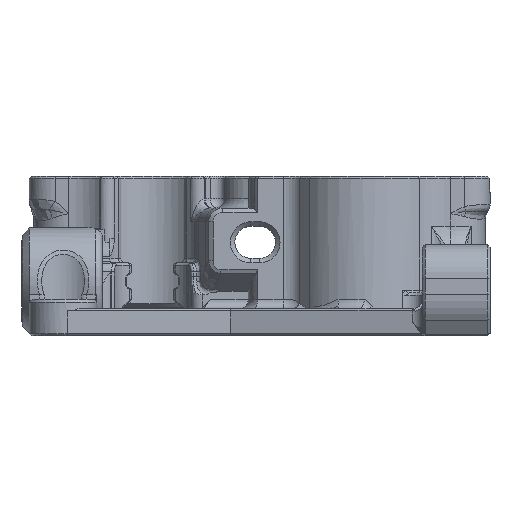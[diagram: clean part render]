
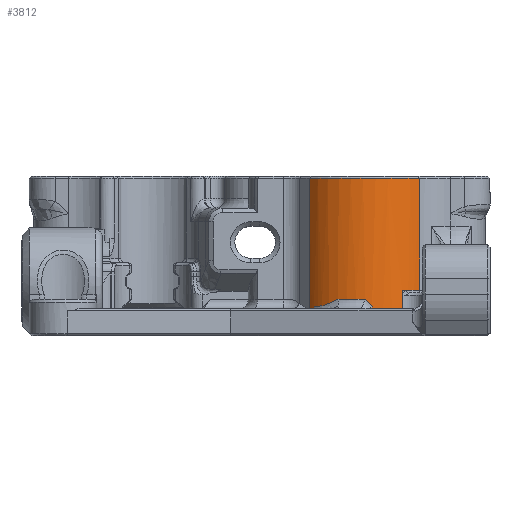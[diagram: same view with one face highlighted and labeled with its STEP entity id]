
A CAD part, left-side view. The second image highlights one B-rep face of the part: STEP entity #3812.
In plain terms, the highlighted cylindrical face has radius 8 mm (diameter 16 mm), a partial arc.
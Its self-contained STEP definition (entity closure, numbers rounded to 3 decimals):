
#1156 = VERTEX_POINT('',#1157);
#1157 = CARTESIAN_POINT('',(-5.283,-5.778,5.));
#1164 = EDGE_CURVE('',#1165,#1156,#1167,.T.);
#1165 = VERTEX_POINT('',#1166);
#1166 = CARTESIAN_POINT('',(-5.283,-5.778,17.25));
#1167 = LINE('',#1168,#1169);
#1168 = CARTESIAN_POINT('',(-5.283,-5.778,17.5));
#1169 = VECTOR('',#1170,1.);
#1170 = DIRECTION('',(0.,0.,-1.));
#2291 = VERTEX_POINT('',#2292);
#2292 = CARTESIAN_POINT('',(-4.673,6.306,17.25));
#2322 = EDGE_CURVE('',#2291,#1165,#2323,.T.);
#2323 = CIRCLE('',#2324,8.);
#2324 = AXIS2_PLACEMENT_3D('',#2325,#2326,#2327);
#2325 = CARTESIAN_POINT('',(0.25,0.,17.25));
#2326 = DIRECTION('',(0.,0.,1.));
#2327 = DIRECTION('',(-1.,0.,0.));
#3812 = ADVANCED_FACE('',(#3813),#3932,.T.);
#3813 = FACE_BOUND('',#3814,.T.);
#3814 = EDGE_LOOP('',(#3815,#3823,#3832,#3840,#3849,#3858,#3898,#3906,
    #3915,#3923,#3930,#3931));
#3815 = ORIENTED_EDGE('',*,*,#3816,.T.);
#3816 = EDGE_CURVE('',#2291,#3817,#3819,.T.);
#3817 = VERTEX_POINT('',#3818);
#3818 = CARTESIAN_POINT('',(-4.673,6.306,
    2.855));
#3819 = LINE('',#3820,#3821);
#3820 = CARTESIAN_POINT('',(-4.673,6.306,17.5));
#3821 = VECTOR('',#3822,1.);
#3822 = DIRECTION('',(0.,0.,-1.));
#3823 = ORIENTED_EDGE('',*,*,#3824,.F.);
#3824 = EDGE_CURVE('',#3825,#3817,#3827,.T.);
#3825 = VERTEX_POINT('',#3826);
#3826 = CARTESIAN_POINT('',(-5.283,5.778,2.75));
#3827 = B_SPLINE_CURVE_WITH_KNOTS('',3,(#3828,#3829,#3830,#3831),
  .UNSPECIFIED.,.F.,.F.,(4,4),(-0.87,-0.789),
  .PIECEWISE_BEZIER_KNOTS.);
#3828 = CARTESIAN_POINT('',(-5.283,5.778,2.75));
#3829 = CARTESIAN_POINT('',(-5.089,5.963,2.75));
#3830 = CARTESIAN_POINT('',(-4.884,6.141,
    2.786));
#3831 = CARTESIAN_POINT('',(-4.673,6.306,
    2.855));
#3832 = ORIENTED_EDGE('',*,*,#3833,.F.);
#3833 = EDGE_CURVE('',#3834,#3825,#3836,.T.);
#3834 = VERTEX_POINT('',#3835);
#3835 = CARTESIAN_POINT('',(-5.283,5.778,
    3.164));
#3836 = LINE('',#3837,#3838);
#3837 = CARTESIAN_POINT('',(-5.283,5.778,17.5));
#3838 = VECTOR('',#3839,1.);
#3839 = DIRECTION('',(0.,0.,-1.));
#3840 = ORIENTED_EDGE('',*,*,#3841,.F.);
#3841 = EDGE_CURVE('',#3842,#3834,#3844,.T.);
#3842 = VERTEX_POINT('',#3843);
#3843 = CARTESIAN_POINT('',(-7.099,3.162,3.999));
#3844 = ELLIPSE('',#3845,12.041,8.);
#3845 = AXIS2_PLACEMENT_3D('',#3846,#3847,#3848);
#3846 = CARTESIAN_POINT('',(0.25,0.,12.158));
#3847 = DIRECTION('',(0.498,-0.557,-0.664));
#3848 = DIRECTION('',(-0.443,0.496,-0.747));
#3849 = ORIENTED_EDGE('',*,*,#3850,.F.);
#3850 = EDGE_CURVE('',#3851,#3842,#3853,.T.);
#3851 = VERTEX_POINT('',#3852);
#3852 = CARTESIAN_POINT('',(-7.748,0.166,3.999));
#3853 = CIRCLE('',#3854,8.);
#3854 = AXIS2_PLACEMENT_3D('',#3855,#3856,#3857);
#3855 = CARTESIAN_POINT('',(0.25,0.,3.999));
#3856 = DIRECTION('',(0.,0.,-1.));
#3857 = DIRECTION('',(-0.955,0.298,0.));
#3858 = ORIENTED_EDGE('',*,*,#3859,.F.);
#3859 = EDGE_CURVE('',#3860,#3851,#3862,.T.);
#3860 = VERTEX_POINT('',#3861);
#3861 = CARTESIAN_POINT('',(-7.729,-0.577,
    3.164));
#3862 = B_SPLINE_CURVE_WITH_KNOTS('',3,(#3863,#3864,#3865,#3866,#3867,
    #3868,#3869,#3870,#3871,#3872,#3873,#3874,#3875,#3876,#3877,#3878,
    #3879,#3880,#3881,#3882,#3883,#3884,#3885,#3886,#3887,#3888,#3889,
    #3890,#3891,#3892,#3893,#3894,#3895,#3896,#3897),.UNSPECIFIED.,.F.,
  .F.,(4,1,1,1,1,1,1,1,1,1,1,1,1,1,1,1,1,1,1,1,1,1,1,1,1,1,1,1,1,1,1,1,4
    ),(1.137,1.137,1.137,1.137,
    1.138,1.138,1.138,1.138,
    1.138,1.138,1.139,1.139,
    1.141,1.142,1.144,1.145,
    1.146,1.15,1.155,1.161,
    1.167,1.173,1.178,1.184,
    1.19,1.202,1.208,1.217,
    1.225,1.234,1.243,1.252,
    1.261),.UNSPECIFIED.);
#3863 = CARTESIAN_POINT('',(-7.729,-0.577,
    3.164));
#3864 = CARTESIAN_POINT('',(-7.729,-0.577,
    3.164));
#3865 = CARTESIAN_POINT('',(-7.729,-0.577,
    3.164));
#3866 = CARTESIAN_POINT('',(-7.729,-0.576,
    3.164));
#3867 = CARTESIAN_POINT('',(-7.729,-0.576,
    3.165));
#3868 = CARTESIAN_POINT('',(-7.729,-0.574,
    3.166));
#3869 = CARTESIAN_POINT('',(-7.729,-0.573,
    3.167));
#3870 = CARTESIAN_POINT('',(-7.729,-0.573,
    3.168));
#3871 = CARTESIAN_POINT('',(-7.73,-0.572,
    3.169));
#3872 = CARTESIAN_POINT('',(-7.73,-0.571,
    3.17));
#3873 = CARTESIAN_POINT('',(-7.73,-0.569,
    3.172));
#3874 = CARTESIAN_POINT('',(-7.73,-0.567,3.175
    ));
#3875 = CARTESIAN_POINT('',(-7.73,-0.562,
    3.18));
#3876 = CARTESIAN_POINT('',(-7.731,-0.556,
    3.186));
#3877 = CARTESIAN_POINT('',(-7.731,-0.547,
    3.197));
#3878 = CARTESIAN_POINT('',(-7.732,-0.538,
    3.207));
#3879 = CARTESIAN_POINT('',(-7.732,-0.529,
    3.217));
#3880 = CARTESIAN_POINT('',(-7.733,-0.515,
    3.233));
#3881 = CARTESIAN_POINT('',(-7.735,-0.494,
    3.257));
#3882 = CARTESIAN_POINT('',(-7.737,-0.463,
    3.291));
#3883 = CARTESIAN_POINT('',(-7.738,-0.43,
    3.329));
#3884 = CARTESIAN_POINT('',(-7.74,-0.393,
    3.371));
#3885 = CARTESIAN_POINT('',(-7.742,-0.356,
    3.412));
#3886 = CARTESIAN_POINT('',(-7.744,-0.319,
    3.453));
#3887 = CARTESIAN_POINT('',(-7.745,-0.283,
    3.494));
#3888 = CARTESIAN_POINT('',(-7.747,-0.235,3.548)
  );
#3889 = CARTESIAN_POINT('',(-7.748,-0.188,
    3.601));
#3890 = CARTESIAN_POINT('',(-7.749,-0.135,
    3.66));
#3891 = CARTESIAN_POINT('',(-7.75,-0.089,
    3.712));
#3892 = CARTESIAN_POINT('',(-7.75,-0.037,
    3.77));
#3893 = CARTESIAN_POINT('',(-7.75,0.014,
    3.828));
#3894 = CARTESIAN_POINT('',(-7.75,0.065,
    3.885));
#3895 = CARTESIAN_POINT('',(-7.749,0.116,
    3.942));
#3896 = CARTESIAN_POINT('',(-7.749,0.149,3.98
    ));
#3897 = CARTESIAN_POINT('',(-7.748,0.166,3.999));
#3898 = ORIENTED_EDGE('',*,*,#3899,.F.);
#3899 = EDGE_CURVE('',#3900,#3860,#3902,.T.);
#3900 = VERTEX_POINT('',#3901);
#3901 = CARTESIAN_POINT('',(-7.729,-0.577,0.25));
#3902 = LINE('',#3903,#3904);
#3903 = CARTESIAN_POINT('',(-7.729,-0.577,17.5));
#3904 = VECTOR('',#3905,1.);
#3905 = DIRECTION('',(0.,0.,1.));
#3906 = ORIENTED_EDGE('',*,*,#3907,.F.);
#3907 = EDGE_CURVE('',#3908,#3900,#3910,.T.);
#3908 = VERTEX_POINT('',#3909);
#3909 = CARTESIAN_POINT('',(-6.75,-3.874,0.25));
#3910 = CIRCLE('',#3911,8.);
#3911 = AXIS2_PLACEMENT_3D('',#3912,#3913,#3914);
#3912 = CARTESIAN_POINT('',(0.25,0.,0.25));
#3913 = DIRECTION('',(0.,0.,-1.));
#3914 = DIRECTION('',(-1.,0.,0.));
#3915 = ORIENTED_EDGE('',*,*,#3916,.T.);
#3916 = EDGE_CURVE('',#3908,#3917,#3919,.T.);
#3917 = VERTEX_POINT('',#3918);
#3918 = CARTESIAN_POINT('',(-6.75,-3.874,5.));
#3919 = LINE('',#3920,#3921);
#3920 = CARTESIAN_POINT('',(-6.75,-3.874,17.5));
#3921 = VECTOR('',#3922,1.);
#3922 = DIRECTION('',(0.,0.,1.));
#3923 = ORIENTED_EDGE('',*,*,#3924,.T.);
#3924 = EDGE_CURVE('',#3917,#1156,#3925,.T.);
#3925 = CIRCLE('',#3926,8.);
#3926 = AXIS2_PLACEMENT_3D('',#3927,#3928,#3929);
#3927 = CARTESIAN_POINT('',(0.25,0.,5.));
#3928 = DIRECTION('',(0.,0.,1.));
#3929 = DIRECTION('',(1.,0.,0.));
#3930 = ORIENTED_EDGE('',*,*,#1164,.F.);
#3931 = ORIENTED_EDGE('',*,*,#2322,.F.);
#3932 = CYLINDRICAL_SURFACE('',#3933,8.);
#3933 = AXIS2_PLACEMENT_3D('',#3934,#3935,#3936);
#3934 = CARTESIAN_POINT('',(0.25,0.,17.5));
#3935 = DIRECTION('',(0.,0.,-1.));
#3936 = DIRECTION('',(-1.,0.,0.));
